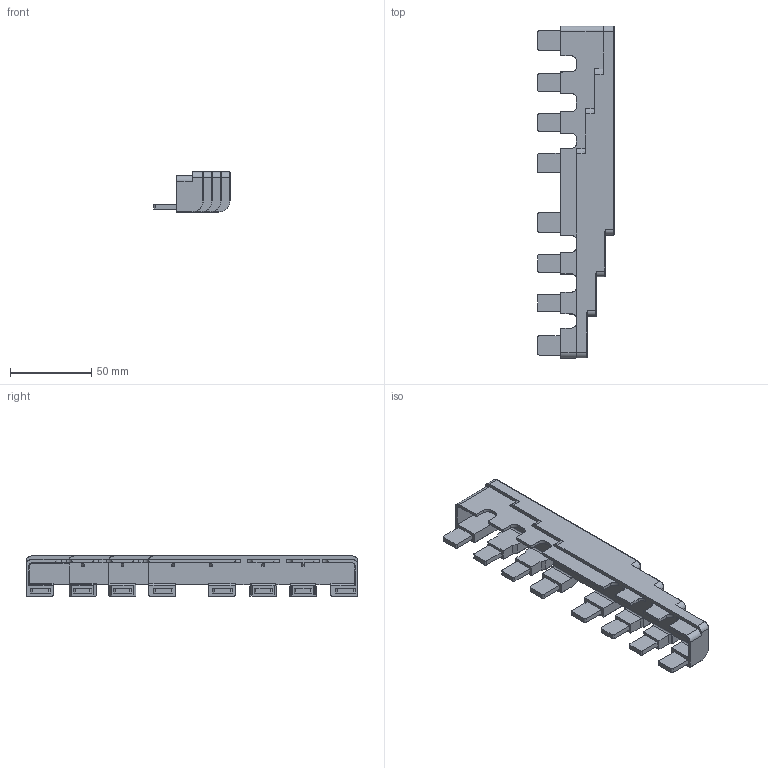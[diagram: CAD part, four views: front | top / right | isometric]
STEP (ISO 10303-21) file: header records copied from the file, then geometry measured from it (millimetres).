
FILE_DESCRIPTION(/* description */ (''),/* implementation_level */ '2;1');
FILE_NAME(/* name */ 'FILE_STP_CAD_DRAWING_BFX3471_Catalog_prt.stp',/* time_stamp */ '2020-11-05T11:34:59+01:00',/* author */ (''),/* organization */ (''),/* preprocessor_version */ 'ST-DEVELOPER v16.7',/* originating_system */ 'SIEMENS PLM Software NX 12.0',/* authorisation */ '');
FILE_SCHEMA (('AUTOMOTIVE_DESIGN { 1 0 10303 214 3 1 1 1 }'));
Length unit declared in the file: millimetre
Products named in the file (1): BFX3471_Catalog
Bounding box: 47 x 204.1 x 24.6 mm (x, y, z)
Surface area: 34035.1 mm2 (no closed solid volume)
Topology: 0 solids, 9 shells, 445 faces, 1337 edges, 901 vertices
Faces by surface type: plane 249, cylinder 120, torus 30, extrusion 25, bspline 19, cone 2
Entity records: 16236 total; most frequent: CARTESIAN_POINT 4276, ORIENTED_EDGE 2467, DIRECTION 2343, EDGE_CURVE 1334, VECTOR 935, LINE 910, VERTEX_POINT 901, AXIS2_PLACEMENT_3D 704
